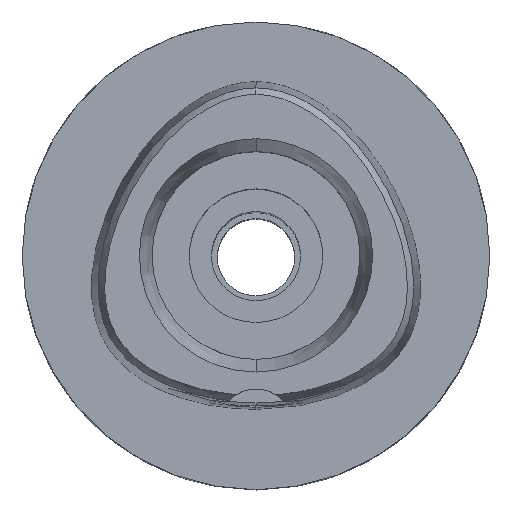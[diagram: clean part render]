
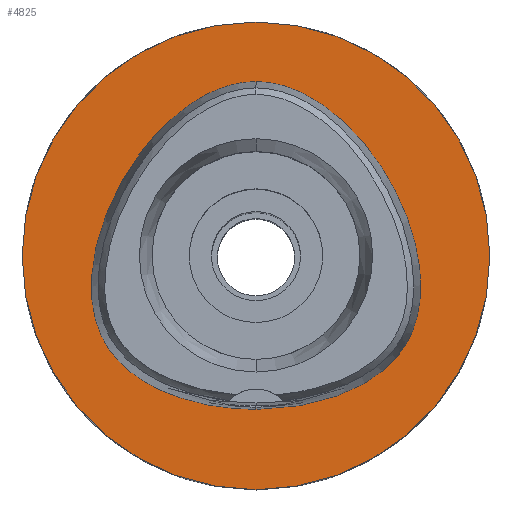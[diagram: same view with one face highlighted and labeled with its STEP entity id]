
A CAD part, top view. The second image highlights one B-rep face of the part: STEP entity #4825.
In plain terms, the highlighted planar face has unit normal (0, 0, 1).
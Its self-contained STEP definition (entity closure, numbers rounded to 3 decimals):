
#73 = CARTESIAN_POINT ( 'NONE',  ( -2.114, -20.675, 0. ) ) ;
#77 = CARTESIAN_POINT ( 'NONE',  ( 19.649, -12.825, 0. ) ) ;
#152 = CARTESIAN_POINT ( 'NONE',  ( 18.568, -14.169, 0. ) ) ;
#153 = EDGE_CURVE ( 'NONE', #1996, #880, #2479, .T. ) ;
#182 = AXIS2_PLACEMENT_3D ( 'NONE', #1650, #2127, #4328 ) ;
#194 = EDGE_CURVE ( 'NONE', #4895, #4680, #2415, .T. ) ;
#290 = EDGE_LOOP ( 'NONE', ( #3313, #1292 ) ) ;
#332 = CARTESIAN_POINT ( 'NONE',  ( -0.855, 23.475, 0. ) ) ;
#451 = CARTESIAN_POINT ( 'NONE',  ( 0., -20.675, 0. ) ) ;
#503 = CARTESIAN_POINT ( 'NONE',  ( 20.35, -11.749, 0. ) ) ;
#546 = CARTESIAN_POINT ( 'NONE',  ( 0., -20.675, 0. ) ) ;
#688 = CARTESIAN_POINT ( 'NONE',  ( 0., -20.675, 0. ) ) ;
#748 = CARTESIAN_POINT ( 'NONE',  ( -20.749, 4.657, 0. ) ) ;
#880 = VERTEX_POINT ( 'NONE', #1819 ) ;
#924 = CARTESIAN_POINT ( 'NONE',  ( 6.341, -20.298, 0. ) ) ;
#1153 = CARTESIAN_POINT ( 'NONE',  ( -14.408, 15.641, 0. ) ) ;
#1225 = CARTESIAN_POINT ( 'NONE',  ( -16.959, -15.678, 0. ) ) ;
#1229 = CARTESIAN_POINT ( 'NONE',  ( 0.855, 23.475, 0. ) ) ;
#1292 = ORIENTED_EDGE ( 'NONE', *, *, #4039, .F. ) ;
#1301 = CARTESIAN_POINT ( 'NONE',  ( 21.555, -8.996, 0. ) ) ;
#1459 = CARTESIAN_POINT ( 'NONE',  ( 0., 0., 0. ) ) ;
#1468 = CARTESIAN_POINT ( 'NONE',  ( 0., 31.5, 0. ) ) ;
#1490 = CARTESIAN_POINT ( 'NONE',  ( -10.746, 19.174, 0. ) ) ;
#1583 = CARTESIAN_POINT ( 'NONE',  ( -6.341, -20.298, 0. ) ) ;
#1588 = CARTESIAN_POINT ( 'NONE',  ( 22.057, -6.848, 0. ) ) ;
#1611 = CARTESIAN_POINT ( 'NONE',  ( 20.932, -10.604, 0. ) ) ;
#1627 = CARTESIAN_POINT ( 'NONE',  ( -22.057, -6.848, 0. ) ) ;
#1626 = B_SPLINE_CURVE_WITH_KNOTS ( 'NONE', 3,
 ( #546, #2414, #924, #1982, #2032, #2459, #152, #77, #503, #1611, #1301, #1588, #1655, #3574, #1688, #4255, #3112, #3182, #3133, #3939, #4619, #1229, #2738 ),
 .UNSPECIFIED., .F., .F.,
 ( 4, 1, 1, 1, 1, 1, 1, 1, 1, 1, 1, 1, 1, 1, 1, 1, 1, 1, 1, 1, 4 ),
 ( 0., 0.083, 0.167, 0.208, 0.25, 0.292, 0.312, 0.333, 0.354, 0.375, 0.417, 0.458, 0.5, 0.583, 0.667, 0.75, 0.833, 0.875, 0.917, 0.958, 1. ),
 .UNSPECIFIED. ) ;
#1650 = CARTESIAN_POINT ( 'NONE',  ( 0., 0., 0. ) ) ;
#1655 = CARTESIAN_POINT ( 'NONE',  ( 22.245, -4.1, 0. ) ) ;
#1670 = EDGE_CURVE ( 'NONE', #4680, #4895, #1626, .T. ) ;
#1688 = CARTESIAN_POINT ( 'NONE',  ( 20.749, 4.657, 0. ) ) ;
#1746 = DIRECTION ( 'NONE',  ( 0., 0., -1. ) ) ;
#1794 = FACE_BOUND ( 'NONE', #2019, .T. ) ;
#1819 = CARTESIAN_POINT ( 'NONE',  ( 0., -31.5, 0. ) ) ;
#1930 = CARTESIAN_POINT ( 'NONE',  ( 0., 23.475, 0. ) ) ;
#1977 = CARTESIAN_POINT ( 'NONE',  ( -19.649, -12.825, 0. ) ) ;
#1982 = CARTESIAN_POINT ( 'NONE',  ( 11.233, -18.893, 0. ) ) ;
#1996 = VERTEX_POINT ( 'NONE', #1468 ) ;
#2019 = EDGE_LOOP ( 'NONE', ( #2630, #2649 ) ) ;
#2032 = CARTESIAN_POINT ( 'NONE',  ( 14.673, -17.214, 0. ) ) ;
#2127 = DIRECTION ( 'NONE',  ( 0., 0., -1. ) ) ;
#2279 = CARTESIAN_POINT ( 'NONE',  ( 0., 0., 0. ) ) ;
#2414 = CARTESIAN_POINT ( 'NONE',  ( 2.114, -20.675, 0. ) ) ;
#2415 = B_SPLINE_CURVE_WITH_KNOTS ( 'NONE', 3,
 ( #1930, #332, #4867, #4488, #4167, #1490, #1153, #2637, #748, #3006, #4145, #1627, #4252, #3887, #3150, #1977, #3472, #1225, #3130, #4281, #1583, #73, #451 ),
 .UNSPECIFIED., .F., .F.,
 ( 4, 1, 1, 1, 1, 1, 1, 1, 1, 1, 1, 1, 1, 1, 1, 1, 1, 1, 1, 1, 4 ),
 ( 0., 0.042, 0.083, 0.125, 0.167, 0.25, 0.333, 0.417, 0.5, 0.542, 0.583, 0.625, 0.646, 0.667, 0.688, 0.708, 0.75, 0.792, 0.833, 0.917, 1. ),
 .UNSPECIFIED. ) ;
#2459 = CARTESIAN_POINT ( 'NONE',  ( 16.959, -15.678, 0. ) ) ;
#2479 = CIRCLE ( 'NONE', #4539, 31.5 ) ;
#2630 = ORIENTED_EDGE ( 'NONE', *, *, #194, .F. ) ;
#2637 = CARTESIAN_POINT ( 'NONE',  ( -18.068, 10.432, 0. ) ) ;
#2649 = ORIENTED_EDGE ( 'NONE', *, *, #1670, .F. ) ;
#2738 = CARTESIAN_POINT ( 'NONE',  ( 0., 23.475, 0. ) ) ;
#2921 = FACE_OUTER_BOUND ( 'NONE', #290, .T. ) ;
#3006 = CARTESIAN_POINT ( 'NONE',  ( -21.978, -0.281, 0. ) ) ;
#3112 = CARTESIAN_POINT ( 'NONE',  ( 14.408, 15.641, 0. ) ) ;
#3130 = CARTESIAN_POINT ( 'NONE',  ( -14.673, -17.214, 0. ) ) ;
#3133 = CARTESIAN_POINT ( 'NONE',  ( 7.571, 21.315, 0. ) ) ;
#3150 = CARTESIAN_POINT ( 'NONE',  ( -20.35, -11.749, 0. ) ) ;
#3182 = CARTESIAN_POINT ( 'NONE',  ( 10.746, 19.174, 0. ) ) ;
#3266 = CIRCLE ( 'NONE', #182, 31.5 ) ;
#3313 = ORIENTED_EDGE ( 'NONE', *, *, #153, .F. ) ;
#3364 = DIRECTION ( 'NONE',  ( 0., 1., 0. ) ) ;
#3472 = CARTESIAN_POINT ( 'NONE',  ( -18.568, -14.169, 0. ) ) ;
#3574 = CARTESIAN_POINT ( 'NONE',  ( 21.978, -0.281, 0. ) ) ;
#3634 = CARTESIAN_POINT ( 'NONE',  ( 0., 23.475, 0. ) ) ;
#3887 = CARTESIAN_POINT ( 'NONE',  ( -20.932, -10.604, 0. ) ) ;
#3939 = CARTESIAN_POINT ( 'NONE',  ( 5.098, 22.526, 0. ) ) ;
#4039 = EDGE_CURVE ( 'NONE', #880, #1996, #3266, .T. ) ;
#4062 = PLANE ( 'NONE',  #4370 ) ;
#4145 = CARTESIAN_POINT ( 'NONE',  ( -22.245, -4.1, 0. ) ) ;
#4167 = CARTESIAN_POINT ( 'NONE',  ( -7.571, 21.315, 0. ) ) ;
#4252 = CARTESIAN_POINT ( 'NONE',  ( -21.555, -8.996, 0. ) ) ;
#4255 = CARTESIAN_POINT ( 'NONE',  ( 18.068, 10.432, 0. ) ) ;
#4281 = CARTESIAN_POINT ( 'NONE',  ( -11.233, -18.893, 0. ) ) ;
#4328 = DIRECTION ( 'NONE',  ( 0., -1., 0. ) ) ;
#4370 = AXIS2_PLACEMENT_3D ( 'NONE', #1459, #1746, #4804 ) ;
#4488 = CARTESIAN_POINT ( 'NONE',  ( -5.098, 22.526, 0. ) ) ;
#4539 = AXIS2_PLACEMENT_3D ( 'NONE', #2279, #4541, #3364 ) ;
#4541 = DIRECTION ( 'NONE',  ( 0., 0., -1. ) ) ;
#4619 = CARTESIAN_POINT ( 'NONE',  ( 2.565, 23.293, 0. ) ) ;
#4680 = VERTEX_POINT ( 'NONE', #688 ) ;
#4804 = DIRECTION ( 'NONE',  ( 0., -1., 0. ) ) ;
#4825 = ADVANCED_FACE ( 'NONE', ( #2921, #1794 ), #4062, .F. ) ;
#4867 = CARTESIAN_POINT ( 'NONE',  ( -2.565, 23.293, 0. ) ) ;
#4895 = VERTEX_POINT ( 'NONE', #3634 ) ;
